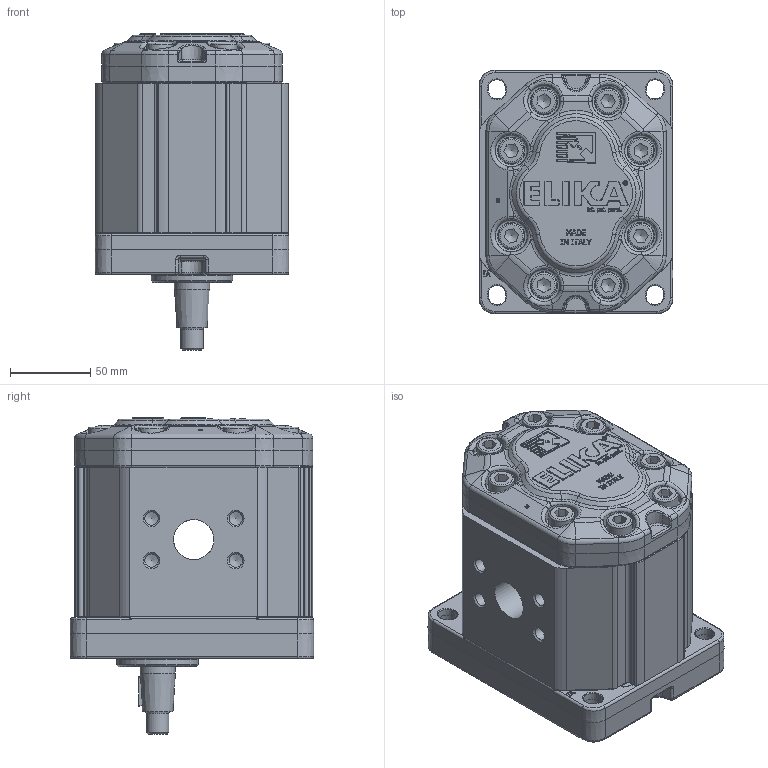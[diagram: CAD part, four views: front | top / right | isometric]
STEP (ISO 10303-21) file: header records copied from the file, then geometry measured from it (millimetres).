
FILE_DESCRIPTION((''),'2;1');
FILE_NAME('ELI3-D-43.2-T0-A-N.stp','2017-03-13T10:08:09',('Atma_101'),(''),'Autodesk Inventor 2013','Autodesk Inventor 2013','');
FILE_SCHEMA(('AUTOMOTIVE_DESIGN { 1 0 10303 214 1 1 1 1 }'));
Length unit declared in the file: millimetre
Products named in the file (1): Parte12
Bounding box: 120.69 x 151.69 x 196.7 mm (x, y, z)
Volume: 1768543.9 mm3; surface area: 215153.2 mm2
Topology: 2 solids, 40 shells, 2777 faces, 6798 edges, 4187 vertices
Faces by surface type: plane 969, cylinder 710, torus 442, bspline 365, cone 279, sphere 12
Full cylindrical faces by diameter (mm): 2.5 x8, 3 x2, 4 x9, 8 x1, 8.376 x24, 10 x16, 14 x1, 16 x17, 22 x3, 25 x2, 26 x1, 26.2 x1, 31 x1, 31.5 x1, 35 x2, 35.8 x1, 37 x1, 50.8 x1
Entity records: 87377 total; most frequent: CARTESIAN_POINT 22778, DIRECTION 12748, ORIENTED_EDGE 12532, EDGE_CURVE 6266, AXIS2_PLACEMENT_3D 4927, VERTEX_POINT 4022, EDGE_LOOP 3294, VECTOR 2894
